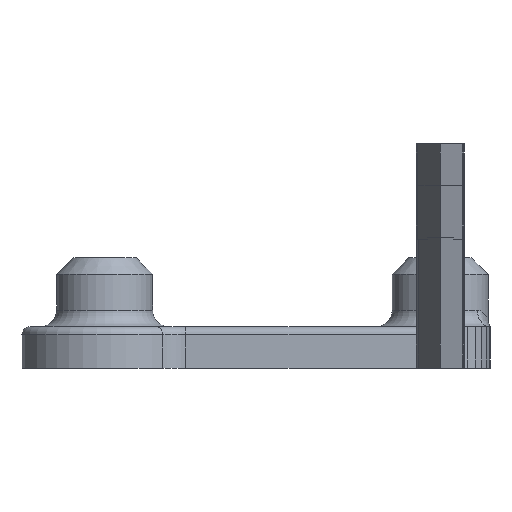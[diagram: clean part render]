
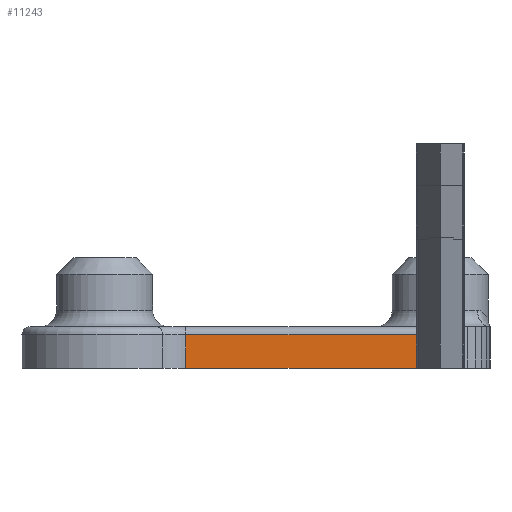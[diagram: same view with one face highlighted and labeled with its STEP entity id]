
A CAD part, front view. The second image highlights one B-rep face of the part: STEP entity #11243.
In plain terms, the highlighted planar face has unit normal (0, -1, 0).
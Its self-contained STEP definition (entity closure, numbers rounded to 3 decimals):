
#348 = CYLINDRICAL_SURFACE('',#349,1.);
#349 = AXIS2_PLACEMENT_3D('',#350,#351,#352);
#350 = CARTESIAN_POINT('',(-10.452,-23.3,4.));
#351 = DIRECTION('',(1.,0.,0.));
#352 = DIRECTION('',(0.,0.,1.));
#376 = PLANE('',#377);
#377 = AXIS2_PLACEMENT_3D('',#378,#379,#380);
#378 = CARTESIAN_POINT('',(17.35,-26.,0.));
#379 = DIRECTION('',(1.,0.,0.));
#380 = DIRECTION('',(0.,-1.,-0.));
#1913 = PLANE('',#1914);
#1914 = AXIS2_PLACEMENT_3D('',#1915,#1916,#1917);
#1915 = CARTESIAN_POINT('',(0.88,0.,0.));
#1916 = DIRECTION('',(-0.,-0.,-1.));
#1917 = DIRECTION('',(-1.,0.,0.));
#2406 = VERTEX_POINT('',#2407);
#2407 = CARTESIAN_POINT('',(-10.452,-24.3,4.));
#2442 = CYLINDRICAL_SURFACE('',#2443,4.);
#2443 = AXIS2_PLACEMENT_3D('',#2444,#2445,#2446);
#2444 = CARTESIAN_POINT('',(-10.452,-28.3,0.));
#2445 = DIRECTION('',(0.,0.,1.));
#2446 = DIRECTION('',(-0.7,0.714,0.));
#2458 = EDGE_CURVE('',#2406,#2459,#2461,.T.);
#2459 = VERTEX_POINT('',#2460);
#2460 = CARTESIAN_POINT('',(17.35,-24.3,4.));
#2461 = SURFACE_CURVE('',#2462,(#2466,#2473),.PCURVE_S1.);
#2462 = LINE('',#2463,#2464);
#2463 = CARTESIAN_POINT('',(-10.452,-24.3,4.));
#2464 = VECTOR('',#2465,1.);
#2465 = DIRECTION('',(1.,0.,0.));
#2466 = PCURVE('',#348,#2467);
#2467 = DEFINITIONAL_REPRESENTATION('',(#2468),#2472);
#2468 = LINE('',#2469,#2470);
#2469 = CARTESIAN_POINT('',(1.571,0.));
#2470 = VECTOR('',#2471,1.);
#2471 = DIRECTION('',(0.,1.));
#2472 = ( GEOMETRIC_REPRESENTATION_CONTEXT(2) 
PARAMETRIC_REPRESENTATION_CONTEXT() REPRESENTATION_CONTEXT('2D SPACE',''
  ) );
#2473 = PCURVE('',#2474,#2479);
#2474 = PLANE('',#2475);
#2475 = AXIS2_PLACEMENT_3D('',#2476,#2477,#2478);
#2476 = CARTESIAN_POINT('',(-12.25,-24.3,0.));
#2477 = DIRECTION('',(0.,1.,0.));
#2478 = DIRECTION('',(1.,0.,0.));
#2479 = DEFINITIONAL_REPRESENTATION('',(#2480),#2484);
#2480 = LINE('',#2481,#2482);
#2481 = CARTESIAN_POINT('',(1.798,-4.));
#2482 = VECTOR('',#2483,1.);
#2483 = DIRECTION('',(1.,0.));
#2484 = ( GEOMETRIC_REPRESENTATION_CONTEXT(2) 
PARAMETRIC_REPRESENTATION_CONTEXT() REPRESENTATION_CONTEXT('2D SPACE',''
  ) );
#2512 = EDGE_CURVE('',#2459,#2513,#2515,.T.);
#2513 = VERTEX_POINT('',#2514);
#2514 = CARTESIAN_POINT('',(17.35,-24.3,0.));
#2515 = SURFACE_CURVE('',#2516,(#2520,#2526),.PCURVE_S1.);
#2516 = LINE('',#2517,#2518);
#2517 = CARTESIAN_POINT('',(17.35,-24.3,0.));
#2518 = VECTOR('',#2519,1.);
#2519 = DIRECTION('',(0.,0.,-1.));
#2520 = PCURVE('',#376,#2521);
#2521 = DEFINITIONAL_REPRESENTATION('',(#2522),#2525);
#2522 = B_SPLINE_CURVE_WITH_KNOTS('',1,(#2523,#2524),.UNSPECIFIED.,.F.,
  .F.,(2,2),(-5.,0.),.PIECEWISE_BEZIER_KNOTS.);
#2523 = CARTESIAN_POINT('',(-1.7,-5.));
#2524 = CARTESIAN_POINT('',(-1.7,0.));
#2525 = ( GEOMETRIC_REPRESENTATION_CONTEXT(2) 
PARAMETRIC_REPRESENTATION_CONTEXT() REPRESENTATION_CONTEXT('2D SPACE',''
  ) );
#2526 = PCURVE('',#2474,#2527);
#2527 = DEFINITIONAL_REPRESENTATION('',(#2528),#2531);
#2528 = B_SPLINE_CURVE_WITH_KNOTS('',1,(#2529,#2530),.UNSPECIFIED.,.F.,
  .F.,(2,2),(-5.,0.),.PIECEWISE_BEZIER_KNOTS.);
#2529 = CARTESIAN_POINT('',(29.599,-5.));
#2530 = CARTESIAN_POINT('',(29.599,0.));
#2531 = ( GEOMETRIC_REPRESENTATION_CONTEXT(2) 
PARAMETRIC_REPRESENTATION_CONTEXT() REPRESENTATION_CONTEXT('2D SPACE',''
  ) );
#8513 = EDGE_CURVE('',#8514,#2513,#8516,.T.);
#8514 = VERTEX_POINT('',#8515);
#8515 = CARTESIAN_POINT('',(-10.452,-24.3,0.));
#8516 = SURFACE_CURVE('',#8517,(#8521,#8528),.PCURVE_S1.);
#8517 = LINE('',#8518,#8519);
#8518 = CARTESIAN_POINT('',(-20.25,-24.3,0.));
#8519 = VECTOR('',#8520,1.);
#8520 = DIRECTION('',(1.,0.,0.));
#8521 = PCURVE('',#1913,#8522);
#8522 = DEFINITIONAL_REPRESENTATION('',(#8523),#8527);
#8523 = LINE('',#8524,#8525);
#8524 = CARTESIAN_POINT('',(21.13,-24.3));
#8525 = VECTOR('',#8526,1.);
#8526 = DIRECTION('',(-1.,0.));
#8527 = ( GEOMETRIC_REPRESENTATION_CONTEXT(2) 
PARAMETRIC_REPRESENTATION_CONTEXT() REPRESENTATION_CONTEXT('2D SPACE',''
  ) );
#8528 = PCURVE('',#2474,#8529);
#8529 = DEFINITIONAL_REPRESENTATION('',(#8530),#8534);
#8530 = LINE('',#8531,#8532);
#8531 = CARTESIAN_POINT('',(-8.,0.));
#8532 = VECTOR('',#8533,1.);
#8533 = DIRECTION('',(1.,0.));
#8534 = ( GEOMETRIC_REPRESENTATION_CONTEXT(2) 
PARAMETRIC_REPRESENTATION_CONTEXT() REPRESENTATION_CONTEXT('2D SPACE',''
  ) );
#11220 = EDGE_CURVE('',#8514,#2406,#11221,.T.);
#11221 = SURFACE_CURVE('',#11222,(#11226,#11233),.PCURVE_S1.);
#11222 = LINE('',#11223,#11224);
#11223 = CARTESIAN_POINT('',(-10.452,-24.3,0.));
#11224 = VECTOR('',#11225,1.);
#11225 = DIRECTION('',(0.,0.,1.));
#11226 = PCURVE('',#2442,#11227);
#11227 = DEFINITIONAL_REPRESENTATION('',(#11228),#11232);
#11228 = LINE('',#11229,#11230);
#11229 = CARTESIAN_POINT('',(-0.775,0.));
#11230 = VECTOR('',#11231,1.);
#11231 = DIRECTION('',(-0.,1.));
#11232 = ( GEOMETRIC_REPRESENTATION_CONTEXT(2) 
PARAMETRIC_REPRESENTATION_CONTEXT() REPRESENTATION_CONTEXT('2D SPACE',''
  ) );
#11233 = PCURVE('',#2474,#11234);
#11234 = DEFINITIONAL_REPRESENTATION('',(#11235),#11239);
#11235 = LINE('',#11236,#11237);
#11236 = CARTESIAN_POINT('',(1.798,0.));
#11237 = VECTOR('',#11238,1.);
#11238 = DIRECTION('',(0.,-1.));
#11239 = ( GEOMETRIC_REPRESENTATION_CONTEXT(2) 
PARAMETRIC_REPRESENTATION_CONTEXT() REPRESENTATION_CONTEXT('2D SPACE',''
  ) );
#11243 = ADVANCED_FACE('',(#11244),#2474,.F.);
#11244 = FACE_BOUND('',#11245,.F.);
#11245 = EDGE_LOOP('',(#11246,#11247,#11248,#11249));
#11246 = ORIENTED_EDGE('',*,*,#11220,.T.);
#11247 = ORIENTED_EDGE('',*,*,#2458,.T.);
#11248 = ORIENTED_EDGE('',*,*,#2512,.T.);
#11249 = ORIENTED_EDGE('',*,*,#8513,.F.);
